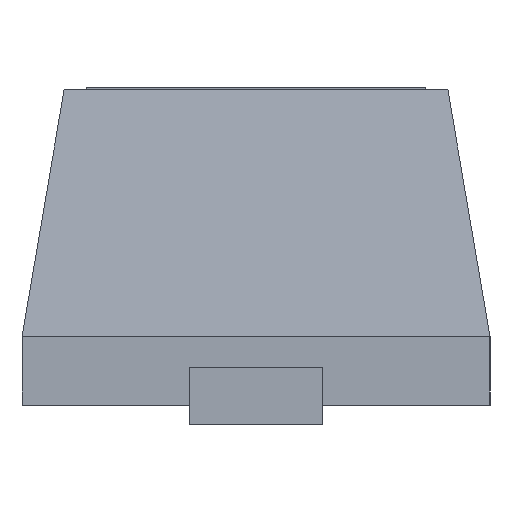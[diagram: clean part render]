
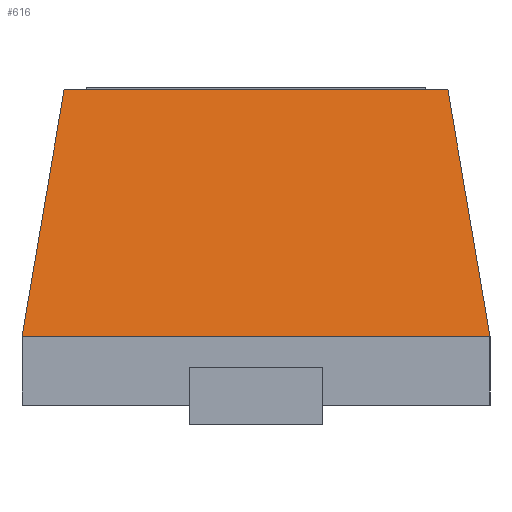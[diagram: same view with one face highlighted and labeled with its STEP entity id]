
A CAD part, left-side view. The second image highlights one B-rep face of the part: STEP entity #616.
In plain terms, the highlighted planar face has unit normal (-0.986, 0, 0.169).
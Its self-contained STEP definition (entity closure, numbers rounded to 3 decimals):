
#384=CARTESIAN_POINT('',(-0.739,-0.51,0.889));
#383=VERTEX_POINT('',#384);
#402=CARTESIAN_POINT('',(-0.739,0.51,0.889));
#401=VERTEX_POINT('',#402);
#410=EDGE_CURVE('',#383,#401,#415,.T.);
#415=LINE('',#384,#417);
#417=VECTOR('',#418,1.02);
#418=DIRECTION('',(0.0,1.0,0.0));
#482=CARTESIAN_POINT('',(-0.851,-0.622,0.234));
#481=VERTEX_POINT('',#482);
#508=EDGE_CURVE('',#481,#383,#513,.T.);
#513=LINE('',#482,#515);
#515=VECTOR('',#516,0.674);
#516=DIRECTION('',(0.166,0.166,0.972));
#578=CARTESIAN_POINT('',(-0.851,0.622,0.234));
#577=VERTEX_POINT('',#578);
#586=EDGE_CURVE('',#401,#577,#591,.T.);
#591=LINE('',#402,#593);
#593=VECTOR('',#594,0.674);
#594=DIRECTION('',(-0.166,0.166,-0.972));
#616=ADVANCED_FACE('',(#622),#617,.T.);
#617=PLANE('',#618);
#618=AXIS2_PLACEMENT_3D('',#619,#620,#621);
#619=CARTESIAN_POINT('',(-0.851,0.622,0.234));
#620=DIRECTION('',(-0.986,0.0,0.169));
#621=DIRECTION('',(0.,0.,1.));
#622=FACE_OUTER_BOUND('',#623,.T.);
#623=EDGE_LOOP('',(#624,#634,#644,#654));
#625=EDGE_CURVE('',#481,#577,#630,.T.);
#630=LINE('',#482,#632);
#632=VECTOR('',#633,1.245);
#633=DIRECTION('',(0.0,1.0,0.0));
#624=ORIENTED_EDGE('',*,*,#625,.F.);
#634=ORIENTED_EDGE('',*,*,#508,.T.);
#644=ORIENTED_EDGE('',*,*,#410,.T.);
#654=ORIENTED_EDGE('',*,*,#586,.T.);
